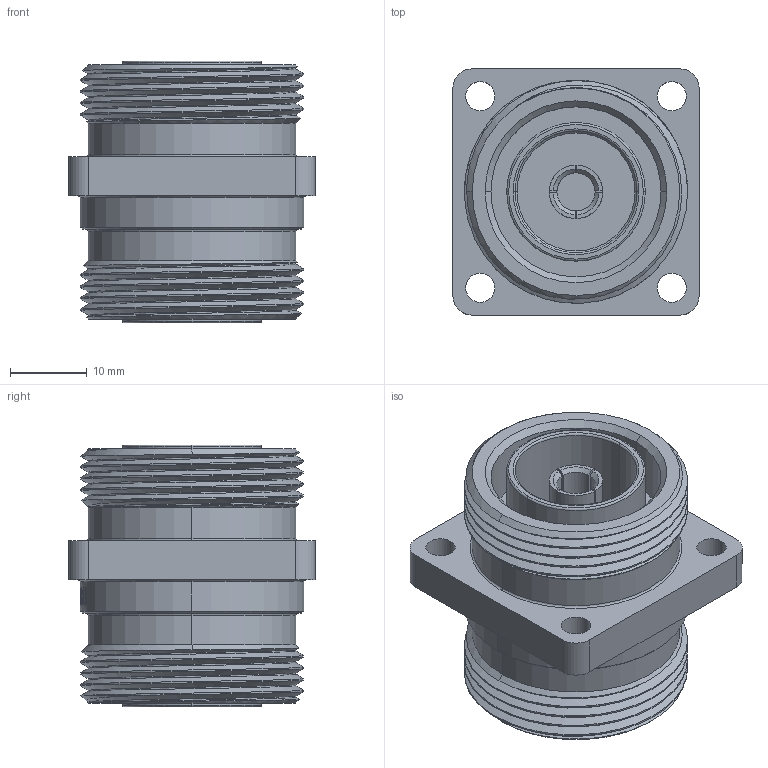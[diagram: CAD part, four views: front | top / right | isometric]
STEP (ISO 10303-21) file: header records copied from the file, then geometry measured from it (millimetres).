
FILE_DESCRIPTION (( 'STEP AP214' ), '1' );
FILE_NAME ('SM3388.STEP', '2017-10-18T17:51:24', ( '' ), ( '' ), 'SwSTEP 2.0', 'SolidWorks 2017', '' );
FILE_SCHEMA (( 'AUTOMOTIVE_DESIGN' ));
Length unit declared in the file: inch
Products named in the file (1): SM3388
Bounding box: 32 x 32 x 34.04 mm (x, y, z)
Volume: 15716 mm3; surface area: 10163 mm2
Topology: 1 solids, 1 shells, 270 faces, 713 edges, 466 vertices
Faces by surface type: bspline 107, cylinder 66, plane 57, cone 26, torus 14
Entity records: 22951 total; most frequent: CARTESIAN_POINT 15662, ORIENTED_EDGE 1426, DIRECTION 824, EDGE_CURVE 713, VERTEX_POINT 466, B_SPLINE_CURVE_WITH_KNOTS 347, AXIS2_PLACEMENT_3D 334, EDGE_LOOP 299
